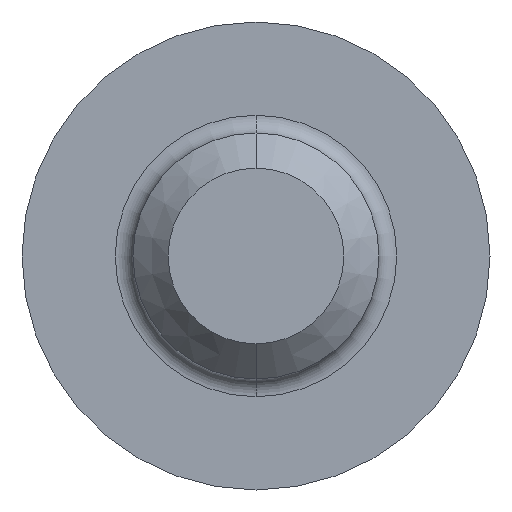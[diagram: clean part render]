
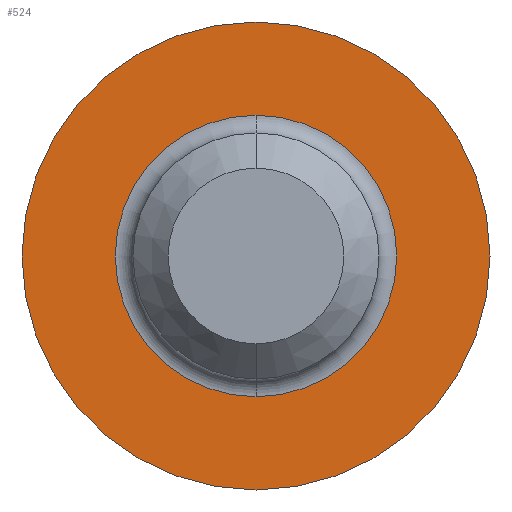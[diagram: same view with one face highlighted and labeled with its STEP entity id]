
A CAD part, front view. The second image highlights one B-rep face of the part: STEP entity #524.
In plain terms, the highlighted planar face has unit normal (0, -1, 0).
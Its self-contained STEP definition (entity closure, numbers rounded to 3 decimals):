
#7 = CARTESIAN_POINT ( 'NONE',  ( 0., 0., 0. ) ) ;
#19 = AXIS2_PLACEMENT_3D ( 'NONE', #269, #783, #967 ) ;
#20 = CARTESIAN_POINT ( 'NONE',  ( 0., 0., -2.383 ) ) ;
#22 = AXIS2_PLACEMENT_3D ( 'NONE', #7, #907, #396 ) ;
#47 = FACE_BOUND ( 'NONE', #1120, .T. ) ;
#75 = PLANE ( 'NONE',  #19 ) ;
#129 = EDGE_LOOP ( 'NONE', ( #353, #899 ) ) ;
#169 = DIRECTION ( 'NONE',  ( 0., 0., -1. ) ) ;
#185 = DIRECTION ( 'NONE',  ( 0., -1., 0. ) ) ;
#193 = VERTEX_POINT ( 'NONE', #367 ) ;
#194 = CARTESIAN_POINT ( 'NONE',  ( 0., 0., 0. ) ) ;
#231 = CIRCLE ( 'NONE', #343, 2.383 ) ;
#239 = ORIENTED_EDGE ( 'NONE', *, *, #270, .F. ) ;
#269 = CARTESIAN_POINT ( 'NONE',  ( 0., 0., 0. ) ) ;
#270 = EDGE_CURVE ( 'NONE', #444, #193, #231, .T. ) ;
#277 = DIRECTION ( 'NONE',  ( 0., -1., 0. ) ) ;
#304 = CARTESIAN_POINT ( 'NONE',  ( 0., 0., -3.962 ) ) ;
#343 = AXIS2_PLACEMENT_3D ( 'NONE', #194, #185, #789 ) ;
#353 = ORIENTED_EDGE ( 'NONE', *, *, #630, .T. ) ;
#367 = CARTESIAN_POINT ( 'NONE',  ( 0., 0., 2.383 ) ) ;
#396 = DIRECTION ( 'NONE',  ( 0., 0., -1. ) ) ;
#444 = VERTEX_POINT ( 'NONE', #20 ) ;
#445 = CIRCLE ( 'NONE', #547, 3.962 ) ;
#475 = CARTESIAN_POINT ( 'NONE',  ( 0., 0., 3.962 ) ) ;
#524 = ADVANCED_FACE ( 'NONE', ( #47, #854 ), #75, .T. ) ;
#547 = AXIS2_PLACEMENT_3D ( 'NONE', #555, #277, #169 ) ;
#552 = VERTEX_POINT ( 'NONE', #475 ) ;
#555 = CARTESIAN_POINT ( 'NONE',  ( 0., 0., 0. ) ) ;
#630 = EDGE_CURVE ( 'NONE', #1042, #552, #1110, .T. ) ;
#668 = EDGE_CURVE ( 'NONE', #193, #444, #761, .T. ) ;
#761 = CIRCLE ( 'NONE', #1045, 2.383 ) ;
#783 = DIRECTION ( 'NONE',  ( 0., -1., 0. ) ) ;
#789 = DIRECTION ( 'NONE',  ( 0., 0., -1. ) ) ;
#803 = CARTESIAN_POINT ( 'NONE',  ( 0., 0., 0. ) ) ;
#853 = EDGE_CURVE ( 'NONE', #552, #1042, #445, .T. ) ;
#854 = FACE_OUTER_BOUND ( 'NONE', #129, .T. ) ;
#899 = ORIENTED_EDGE ( 'NONE', *, *, #853, .T. ) ;
#907 = DIRECTION ( 'NONE',  ( 0., -1., 0. ) ) ;
#967 = DIRECTION ( 'NONE',  ( 0., 0., -1. ) ) ;
#995 = DIRECTION ( 'NONE',  ( 0., 0., -1. ) ) ;
#1042 = VERTEX_POINT ( 'NONE', #304 ) ;
#1045 = AXIS2_PLACEMENT_3D ( 'NONE', #803, #1199, #995 ) ;
#1110 = CIRCLE ( 'NONE', #22, 3.962 ) ;
#1120 = EDGE_LOOP ( 'NONE', ( #239, #1211 ) ) ;
#1199 = DIRECTION ( 'NONE',  ( 0., -1., 0. ) ) ;
#1211 = ORIENTED_EDGE ( 'NONE', *, *, #668, .F. ) ;
